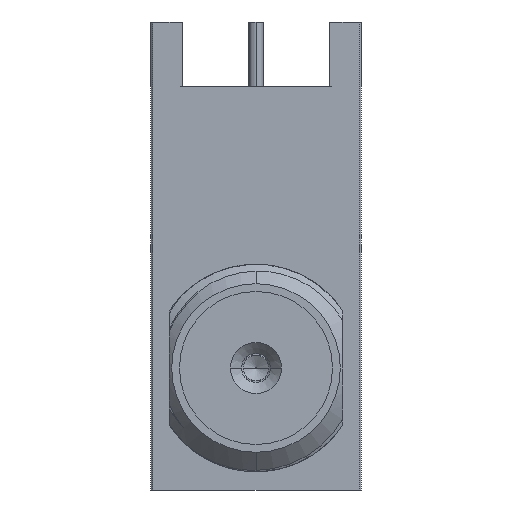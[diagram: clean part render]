
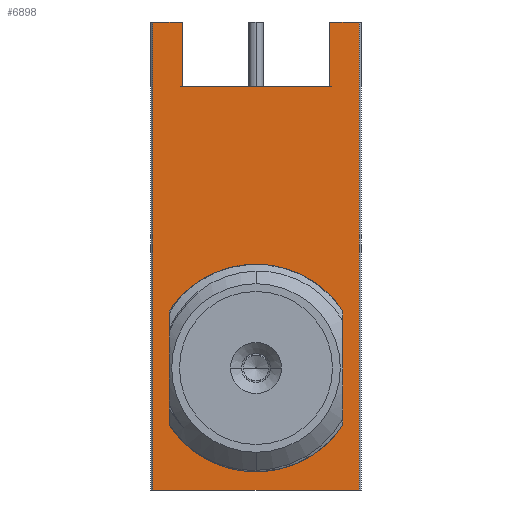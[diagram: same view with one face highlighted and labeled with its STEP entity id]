
A CAD part, front view. The second image highlights one B-rep face of the part: STEP entity #6898.
In plain terms, the highlighted planar face has unit normal (0, -1, 0).
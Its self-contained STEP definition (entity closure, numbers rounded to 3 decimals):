
#6=DIRECTION('',(1.,0.,0.));
#7=VECTOR('',#6,9.308);
#8=CARTESIAN_POINT('',(-4.654,-4.75,0.));
#9=LINE('',#8,#7);
#51=DIRECTION('',(1.,0.,0.));
#52=VECTOR('',#51,1.326);
#53=CARTESIAN_POINT('',(-4.654,-4.75,21.1));
#54=LINE('',#53,#52);
#156=DIRECTION('',(1.,0.,0.));
#157=VECTOR('',#156,1.326);
#158=CARTESIAN_POINT('',(3.328,-4.75,21.1));
#159=LINE('',#158,#157);
#169=DIRECTION('',(0.,0.,1.));
#170=VECTOR('',#169,21.1);
#171=CARTESIAN_POINT('',(-4.654,-4.75,0.));
#172=LINE('',#171,#170);
#173=DIRECTION('',(0.,0.,1.));
#174=VECTOR('',#173,2.9);
#175=CARTESIAN_POINT('',(-3.328,-4.75,18.2));
#176=LINE('',#175,#174);
#177=DIRECTION('',(1.,0.,0.));
#178=VECTOR('',#177,6.657);
#179=CARTESIAN_POINT('',(-3.328,-4.75,18.2));
#180=LINE('',#179,#178);
#181=DIRECTION('',(0.,0.,1.));
#182=VECTOR('',#181,2.9);
#183=CARTESIAN_POINT('',(3.328,-4.75,18.2));
#184=LINE('',#183,#182);
#185=DIRECTION('',(0.,0.,1.));
#186=VECTOR('',#185,21.1);
#187=CARTESIAN_POINT('',(4.654,-4.75,0.));
#188=LINE('',#187,#186);
#189=CARTESIAN_POINT('',(0.,-4.75,5.5));
#190=DIRECTION('',(0.,1.,0.));
#191=DIRECTION('',(0.834,0.,-0.551));
#192=AXIS2_PLACEMENT_3D('',#189,#190,#191);
#194=DIRECTION('',(0.,0.,-1.));
#195=VECTOR('',#194,5.156);
#196=CARTESIAN_POINT('',(3.9,-4.75,8.078));
#197=LINE('',#196,#195);
#198=CARTESIAN_POINT('',(0.,-4.75,5.5));
#199=DIRECTION('',(0.,1.,0.));
#200=DIRECTION('',(-0.834,0.,0.551));
#201=AXIS2_PLACEMENT_3D('',#198,#199,#200);
#203=DIRECTION('',(0.,0.,1.));
#204=VECTOR('',#203,5.156);
#205=CARTESIAN_POINT('',(-3.9,-4.75,2.922));
#206=LINE('',#205,#204);
#5940=CARTESIAN_POINT('',(-3.328,-4.75,18.2));
#5941=CARTESIAN_POINT('',(3.328,-4.75,18.2));
#5942=VERTEX_POINT('',#5940);
#5943=VERTEX_POINT('',#5941);
#5944=CARTESIAN_POINT('',(-3.328,-4.75,21.1));
#5945=VERTEX_POINT('',#5944);
#5946=CARTESIAN_POINT('',(3.328,-4.75,21.1));
#5947=VERTEX_POINT('',#5946);
#5965=CARTESIAN_POINT('',(-4.654,-4.75,21.1));
#5967=VERTEX_POINT('',#5965);
#5968=CARTESIAN_POINT('',(4.654,-4.75,21.1));
#5970=VERTEX_POINT('',#5968);
#5984=CARTESIAN_POINT('',(-4.654,-4.75,0.));
#5985=VERTEX_POINT('',#5984);
#5986=CARTESIAN_POINT('',(4.654,-4.75,0.));
#5987=VERTEX_POINT('',#5986);
#6577=CARTESIAN_POINT('',(3.9,-4.75,2.922));
#6578=CARTESIAN_POINT('',(-3.9,-4.75,2.922));
#6579=VERTEX_POINT('',#6577);
#6580=VERTEX_POINT('',#6578);
#6581=CARTESIAN_POINT('',(-3.9,-4.75,8.078));
#6582=CARTESIAN_POINT('',(3.9,-4.75,8.078));
#6583=VERTEX_POINT('',#6581);
#6584=VERTEX_POINT('',#6582);
#6870=CARTESIAN_POINT('',(-4.75,-4.75,0.));
#6871=DIRECTION('',(0.,-1.,0.));
#6872=DIRECTION('',(1.,0.,0.));
#6873=AXIS2_PLACEMENT_3D('',#6870,#6871,#6872);
#6874=PLANE('',#6873);
#6875=ORIENTED_EDGE('',*,*,#6700,.T.);
#6876=ORIENTED_EDGE('',*,*,#6718,.T.);
#6878=ORIENTED_EDGE('',*,*,#6877,.F.);
#6880=ORIENTED_EDGE('',*,*,#6879,.T.);
#6882=ORIENTED_EDGE('',*,*,#6881,.T.);
#6883=ORIENTED_EDGE('',*,*,#6862,.T.);
#6884=ORIENTED_EDGE('',*,*,#6851,.F.);
#6885=ORIENTED_EDGE('',*,*,#6676,.F.);
#6886=EDGE_LOOP('',(#6875,#6876,#6878,#6880,#6882,#6883,#6884,#6885));
#6887=FACE_OUTER_BOUND('',#6886,.F.);
#6889=ORIENTED_EDGE('',*,*,#6888,.F.);
#6891=ORIENTED_EDGE('',*,*,#6890,.F.);
#6893=ORIENTED_EDGE('',*,*,#6892,.F.);
#6895=ORIENTED_EDGE('',*,*,#6894,.F.);
#6896=EDGE_LOOP('',(#6889,#6891,#6893,#6895));
#6897=FACE_BOUND('',#6896,.F.);
#6898=ADVANCED_FACE('',(#6887,#6897),#6874,.T.);
#193=CIRCLE('',#192,4.675);
#202=CIRCLE('',#201,4.675);
#6676=EDGE_CURVE('',#5985,#5987,#9,.T.);
#6700=EDGE_CURVE('',#5985,#5967,#172,.T.);
#6718=EDGE_CURVE('',#5967,#5945,#54,.T.);
#6851=EDGE_CURVE('',#5987,#5970,#188,.T.);
#6862=EDGE_CURVE('',#5947,#5970,#159,.T.);
#6877=EDGE_CURVE('',#5942,#5945,#176,.T.);
#6879=EDGE_CURVE('',#5942,#5943,#180,.T.);
#6881=EDGE_CURVE('',#5943,#5947,#184,.T.);
#6888=EDGE_CURVE('',#6579,#6580,#193,.T.);
#6890=EDGE_CURVE('',#6584,#6579,#197,.T.);
#6892=EDGE_CURVE('',#6583,#6584,#202,.T.);
#6894=EDGE_CURVE('',#6580,#6583,#206,.T.);
